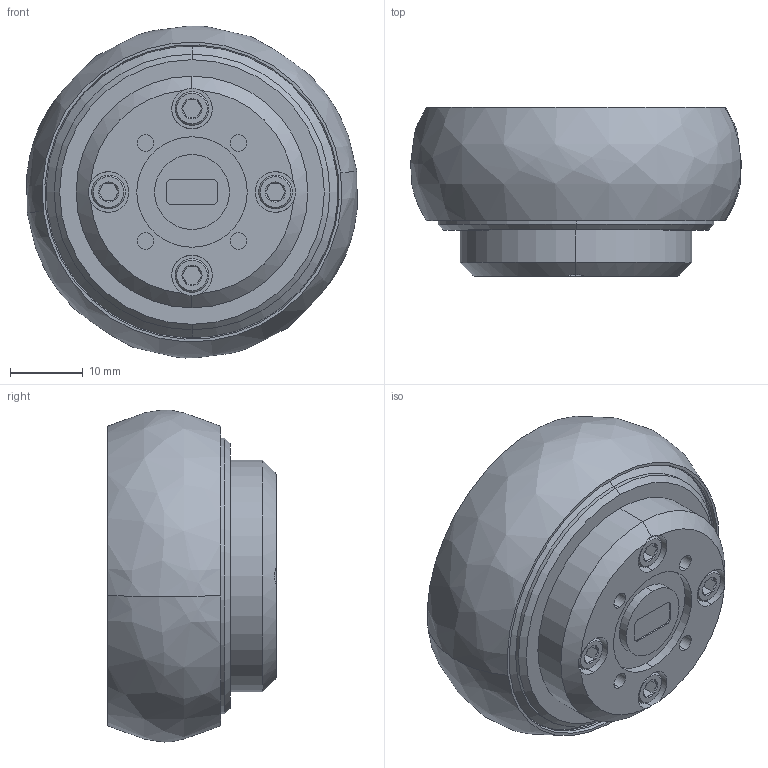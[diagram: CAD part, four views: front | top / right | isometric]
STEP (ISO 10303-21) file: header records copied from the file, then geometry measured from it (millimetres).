
FILE_DESCRIPTION (( 'STEP AP203' ), '1' );
FILE_NAME ('SAO-2734030345-28-S1.STEP', '2018-04-05T16:30:58', ( '' ), ( '' ), 'SwSTEP 2.0', 'SolidWorks 2016', '' );
FILE_SCHEMA (( 'CONFIG_CONTROL_DESIGN' ));
Length unit declared in the file: inch
Products named in the file (1): SAO-2734030345-28-S1
Bounding box: 45.32 x 23.14 x 45.5 mm (x, y, z)
Volume: 29134.2 mm3; surface area: 12295.5 mm2
Topology: 11 solids, 11 shells, 373 faces, 930 edges, 592 vertices
Faces by surface type: cylinder 224, plane 75, cone 64, bspline 10
Entity records: 15407 total; most frequent: CARTESIAN_POINT 7370, ORIENTED_EDGE 1860, DIRECTION 1488, EDGE_CURVE 930, VERTEX_POINT 592, AXIS2_PLACEMENT_3D 574, EDGE_LOOP 404, ADVANCED_FACE 373
